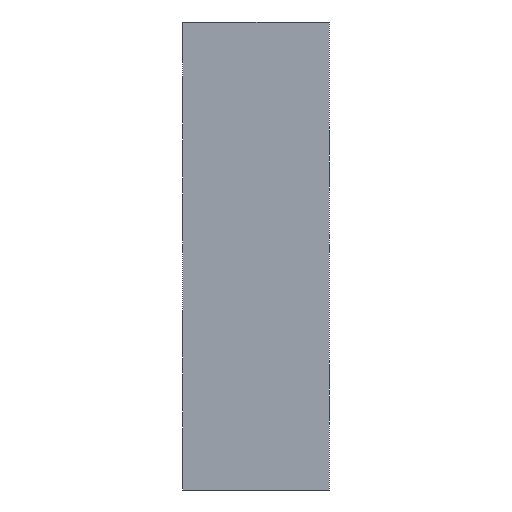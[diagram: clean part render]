
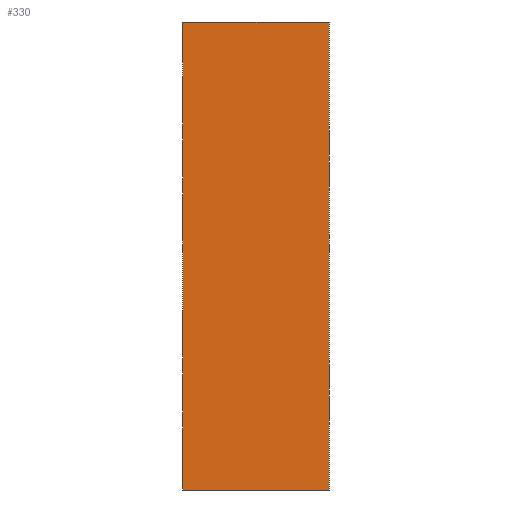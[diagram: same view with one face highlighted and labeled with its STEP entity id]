
A CAD part, left-side view. The second image highlights one B-rep face of the part: STEP entity #330.
In plain terms, the highlighted planar face has unit normal (-1, 0, 0).
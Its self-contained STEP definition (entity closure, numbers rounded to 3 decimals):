
#119=CARTESIAN_POINT('',(-783.811,819.632,-23.016));
#120=VERTEX_POINT('',#119);
#160=CARTESIAN_POINT('',(-783.811,819.632,-47.016));
#161=VERTEX_POINT('',#160);
#168=CARTESIAN_POINT('',(-783.811,819.632,-23.016));
#169=DIRECTION('',(0.,0.,-1.));
#170=VECTOR('',#169,24.);
#171=LINE('',#168,#170);
#172=EDGE_CURVE('',#120,#161,#171,.T.);
#289=CARTESIAN_POINT('',(-783.811,812.132,-23.016));
#290=VERTEX_POINT('',#289);
#291=CARTESIAN_POINT('',(-783.811,819.632,-23.016));
#292=DIRECTION('',(0.,-1.,-0.));
#293=VECTOR('',#292,7.5);
#294=LINE('',#291,#293);
#295=EDGE_CURVE('',#120,#290,#294,.T.);
#307=CARTESIAN_POINT('',(-783.811,3054.877,-13.227));
#308=DIRECTION('',(-1.,0.,0.));
#309=DIRECTION('',(0.,1.,0.));
#310=AXIS2_PLACEMENT_3D('',#307,#308,#309);
#311=PLANE('',#310);
#312=ORIENTED_EDGE('',*,*,#172,.T.);
#313=CARTESIAN_POINT('',(-783.811,812.132,-47.016));
#314=VERTEX_POINT('',#313);
#315=CARTESIAN_POINT('',(-783.811,819.632,-47.016));
#316=DIRECTION('',(0.,-1.,0.));
#317=VECTOR('',#316,7.5);
#318=LINE('',#315,#317);
#319=EDGE_CURVE('',#161,#314,#318,.T.);
#320=ORIENTED_EDGE('',*,*,#319,.T.);
#321=CARTESIAN_POINT('',(-783.811,812.132,-23.016));
#322=DIRECTION('',(0.,0.,-1.));
#323=VECTOR('',#322,24.);
#324=LINE('',#321,#323);
#325=EDGE_CURVE('',#290,#314,#324,.T.);
#326=ORIENTED_EDGE('',*,*,#325,.F.);
#327=ORIENTED_EDGE('',*,*,#295,.F.);
#328=EDGE_LOOP('',(#312,#320,#326,#327));
#329=FACE_BOUND('',#328,.T.);
#330=ADVANCED_FACE('',(#329),#311,.T.);
